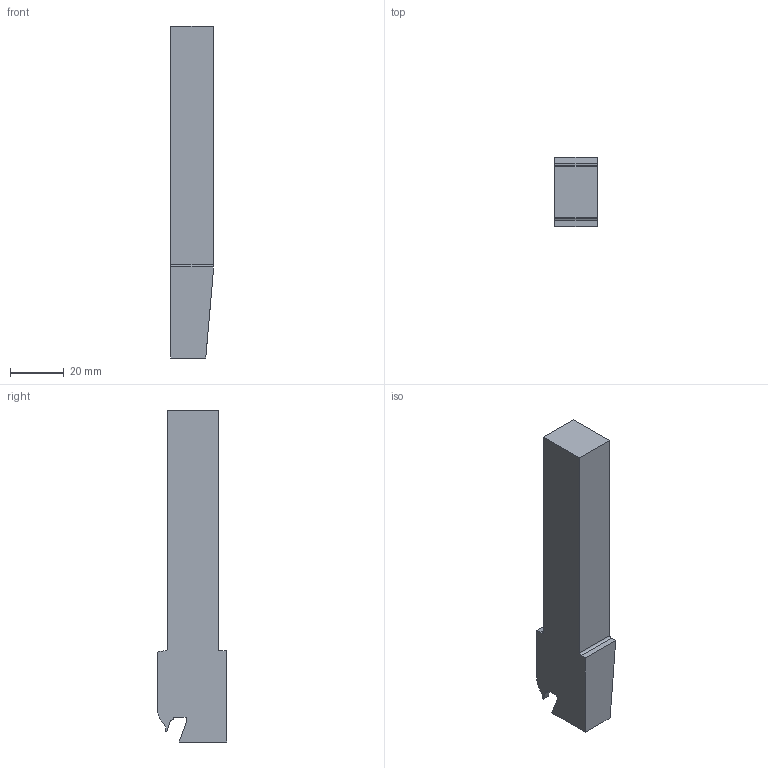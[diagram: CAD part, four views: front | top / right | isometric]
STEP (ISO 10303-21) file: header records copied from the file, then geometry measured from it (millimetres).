
FILE_DESCRIPTION(/* description */ (''),/* implementation_level */ '2;1');
FILE_NAME(/* name */ 'GWSR1915K00-F38.stp',/* time_stamp */ '2021-08-18T15:30:30+09:00',/* author */ (''),/* organization */ (''),/* preprocessor_version */ 'ST-DEVELOPER v16',/* originating_system */ 'SIEMENS PLM Software NX 10.0',/* authorisation */ '');
FILE_SCHEMA (('AUTOMOTIVE_DESIGN { 1 0 10303 214 3 1 1 1 }'));
Length unit declared in the file: millimetre
Products named in the file (1): GWSR1915K00-F38
Bounding box: 15.88 x 25.77 x 124 mm (x, y, z)
Volume: 34802.4 mm3; surface area: 9533.7 mm2
Topology: 1 solids, 1 shells, 44 faces, 122 edges, 83 vertices
Faces by surface type: plane 24, cylinder 16, torus 4
Entity records: 1504 total; most frequent: CARTESIAN_POINT 269, DIRECTION 258, ORIENTED_EDGE 244, EDGE_CURVE 122, AXIS2_PLACEMENT_3D 88, LINE 82, VECTOR 82, VERTEX_POINT 80
